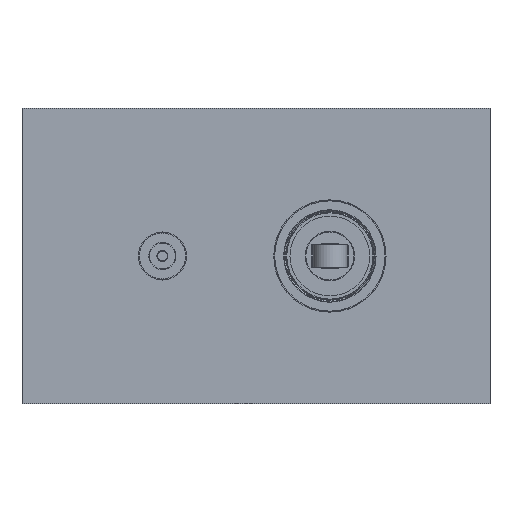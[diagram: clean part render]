
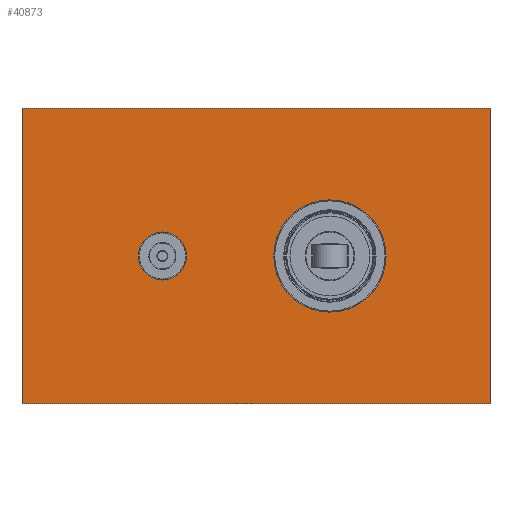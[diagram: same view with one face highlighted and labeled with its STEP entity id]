
A CAD part, left-side view. The second image highlights one B-rep face of the part: STEP entity #40873.
In plain terms, the highlighted planar face has unit normal (-1, 0, 0).
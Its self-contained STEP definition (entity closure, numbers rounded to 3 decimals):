
#40692=DIRECTION('',(0.,1.,0.));
#40693=VECTOR('',#40692,190.);
#40694=CARTESIAN_POINT('',(57.5,-133.,-60.));
#40695=LINE('',#40694,#40693);
#40696=DIRECTION('',(0.,0.,1.));
#40697=VECTOR('',#40696,120.);
#40698=CARTESIAN_POINT('',(57.5,57.,-60.));
#40699=LINE('',#40698,#40697);
#40700=DIRECTION('',(0.,-1.,0.));
#40701=VECTOR('',#40700,190.);
#40702=CARTESIAN_POINT('',(57.5,57.,60.));
#40703=LINE('',#40702,#40701);
#40704=DIRECTION('',(0.,0.,-1.));
#40705=VECTOR('',#40704,120.);
#40706=CARTESIAN_POINT('',(57.5,-133.,60.));
#40707=LINE('',#40706,#40705);
#40708=CARTESIAN_POINT('',(57.5,-68.,0.));
#40709=DIRECTION('',(-1.,0.,0.));
#40710=DIRECTION('',(0.,0.,1.));
#40711=AXIS2_PLACEMENT_3D('',#40708,#40709,#40710);
#40713=CARTESIAN_POINT('',(57.5,-68.,0.));
#40714=DIRECTION('',(-1.,0.,0.));
#40715=DIRECTION('',(0.,0.,-1.));
#40716=AXIS2_PLACEMENT_3D('',#40713,#40714,#40715);
#40718=CARTESIAN_POINT('',(57.5,0.,0.));
#40719=DIRECTION('',(-1.,0.,0.));
#40720=DIRECTION('',(0.,0.,1.));
#40721=AXIS2_PLACEMENT_3D('',#40718,#40719,#40720);
#40723=CARTESIAN_POINT('',(57.5,0.,0.));
#40724=DIRECTION('',(-1.,0.,0.));
#40725=DIRECTION('',(0.,0.,-1.));
#40726=AXIS2_PLACEMENT_3D('',#40723,#40724,#40725);
#40792=CARTESIAN_POINT('',(57.5,-68.,22.8));
#40793=CARTESIAN_POINT('',(57.5,-68.,-22.8));
#40794=VERTEX_POINT('',#40792);
#40795=VERTEX_POINT('',#40793);
#40796=CARTESIAN_POINT('',(57.5,0.,9.75));
#40797=CARTESIAN_POINT('',(57.5,0.,-9.75));
#40798=VERTEX_POINT('',#40796);
#40799=VERTEX_POINT('',#40797);
#40800=CARTESIAN_POINT('',(57.5,-133.,-60.));
#40801=CARTESIAN_POINT('',(57.5,57.,-60.));
#40802=VERTEX_POINT('',#40800);
#40803=VERTEX_POINT('',#40801);
#40804=CARTESIAN_POINT('',(57.5,57.,60.));
#40805=VERTEX_POINT('',#40804);
#40806=CARTESIAN_POINT('',(57.5,-133.,60.));
#40807=VERTEX_POINT('',#40806);
#40847=CARTESIAN_POINT('',(57.5,-38.,0.));
#40848=DIRECTION('',(1.,0.,0.));
#40849=DIRECTION('',(0.,0.,1.));
#40850=AXIS2_PLACEMENT_3D('',#40847,#40848,#40849);
#40851=PLANE('',#40850);
#40853=ORIENTED_EDGE('',*,*,#40852,.T.);
#40855=ORIENTED_EDGE('',*,*,#40854,.T.);
#40857=ORIENTED_EDGE('',*,*,#40856,.T.);
#40858=ORIENTED_EDGE('',*,*,#40829,.T.);
#40859=EDGE_LOOP('',(#40853,#40855,#40857,#40858));
#40860=FACE_OUTER_BOUND('',#40859,.F.);
#40862=ORIENTED_EDGE('',*,*,#40861,.T.);
#40864=ORIENTED_EDGE('',*,*,#40863,.T.);
#40865=EDGE_LOOP('',(#40862,#40864));
#40866=FACE_BOUND('',#40865,.F.);
#40868=ORIENTED_EDGE('',*,*,#40867,.T.);
#40870=ORIENTED_EDGE('',*,*,#40869,.T.);
#40871=EDGE_LOOP('',(#40868,#40870));
#40872=FACE_BOUND('',#40871,.F.);
#40873=ADVANCED_FACE('',(#40860,#40866,#40872),#40851,.F.);
#40712=CIRCLE('',#40711,22.8);
#40717=CIRCLE('',#40716,22.8);
#40722=CIRCLE('',#40721,9.75);
#40727=CIRCLE('',#40726,9.75);
#40829=EDGE_CURVE('',#40807,#40802,#40707,.T.);
#40852=EDGE_CURVE('',#40802,#40803,#40695,.T.);
#40854=EDGE_CURVE('',#40803,#40805,#40699,.T.);
#40856=EDGE_CURVE('',#40805,#40807,#40703,.T.);
#40861=EDGE_CURVE('',#40794,#40795,#40712,.T.);
#40863=EDGE_CURVE('',#40795,#40794,#40717,.T.);
#40867=EDGE_CURVE('',#40798,#40799,#40722,.T.);
#40869=EDGE_CURVE('',#40799,#40798,#40727,.T.);
